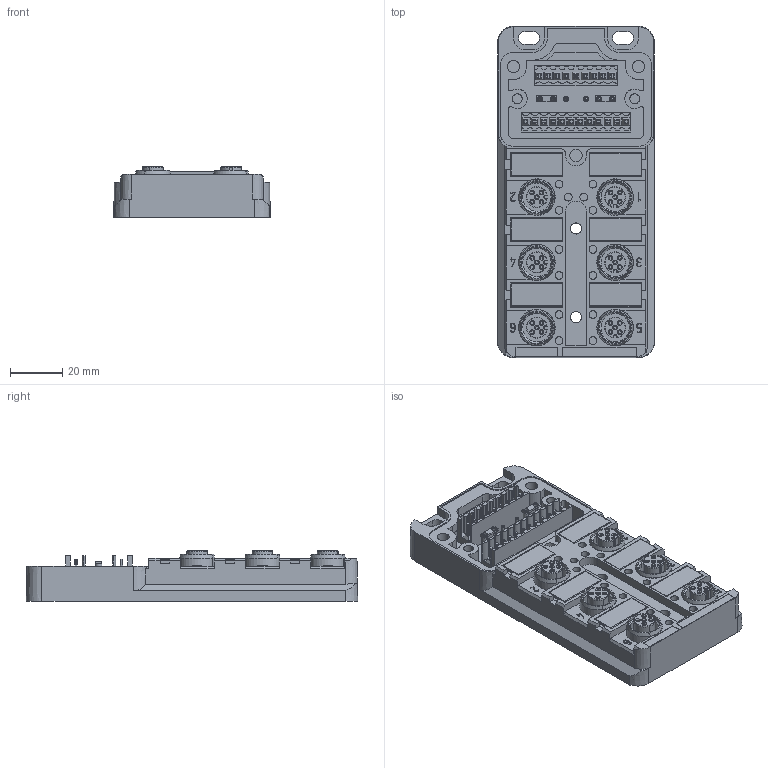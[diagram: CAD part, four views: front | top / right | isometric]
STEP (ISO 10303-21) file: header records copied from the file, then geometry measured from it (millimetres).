
FILE_DESCRIPTION(('CATIA V5 STEP Exchange','CAx-IF Rec.Pracs.--- Model Styling and Organization---1.4--- 2014-01-23'),'2;1');
FILE_NAME ('018985-2_1', '2020-02-20T12:53:17+00:00', ('none'), ('Weidmueller'), 'CATIA Version 5-6 Release 2016 SP3 HF44', 'CATIA V5 STEP AP214', 'none');
FILE_SCHEMA(('AUTOMOTIVE_DESIGN { 1 0 10303 214 1 1 1 1 }'));
Products named in the file (1): 1701241000
Bounding box: 60 x 127 x 19.5 mm (x, y, z)
Volume: 95423.6 mm3; surface area: 50521.3 mm2
Topology: 29 solids, 29 shells, 2272 faces, 5757 edges, 3685 vertices
Faces by surface type: plane 1142, cylinder 738, cone 320, torus 60, sphere 12
Entity records: 63442 total; most frequent: CARTESIAN_POINT 12577, ORIENTED_EDGE 11490, DIRECTION 8369, EDGE_CURVE 5745, VERTEX_POINT 3685, AXIS2_PLACEMENT_3D 3594, VECTOR 3226, LINE 3226
